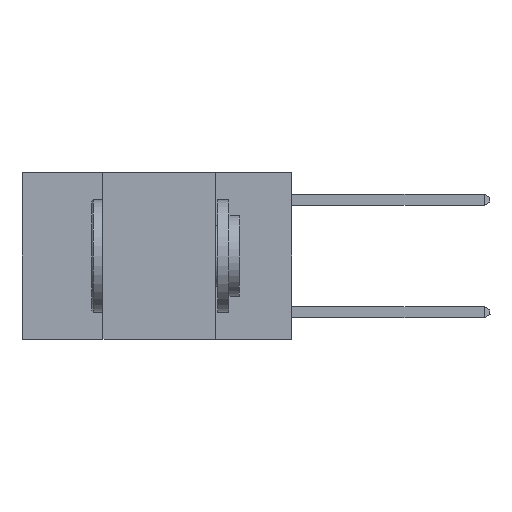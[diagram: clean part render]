
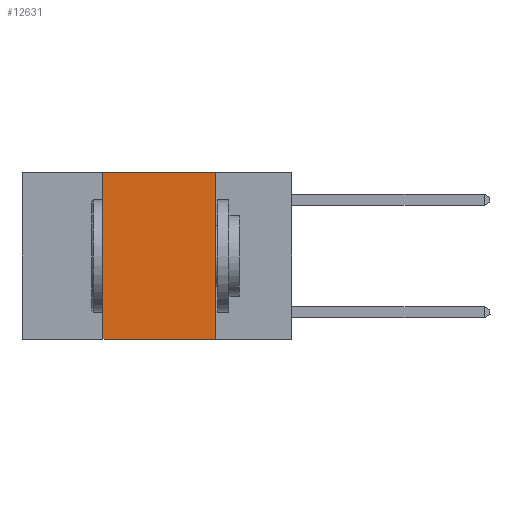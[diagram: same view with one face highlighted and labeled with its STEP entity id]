
A CAD part, left-side view. The second image highlights one B-rep face of the part: STEP entity #12631.
In plain terms, the highlighted planar face has unit normal (-1, 0, 0).
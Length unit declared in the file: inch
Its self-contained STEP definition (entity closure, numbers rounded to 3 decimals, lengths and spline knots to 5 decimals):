
#424 = EDGE_CURVE ( 'NONE', #13108, #11632, #5186, .T. ) ;
#426 = VECTOR ( 'NONE', #507, 39.37008 ) ;
#507 = DIRECTION ( 'NONE',  ( 0., -1., 0. ) ) ;
#712 = LINE ( 'NONE', #7685, #6044 ) ;
#1011 = VECTOR ( 'NONE', #6176, 39.37008 ) ;
#1521 = EDGE_LOOP ( 'NONE', ( #5549, #3046, #8937, #7770 ) ) ;
#1594 = CARTESIAN_POINT ( 'NONE',  ( 0., 0.6, -0.37 ) ) ;
#1812 = CARTESIAN_POINT ( 'NONE',  ( 0., 0.42, -0.37 ) ) ;
#2110 = CARTESIAN_POINT ( 'NONE',  ( 0., 0.6, 0. ) ) ;
#2798 = CARTESIAN_POINT ( 'NONE',  ( 0., 0.17, -0.37 ) ) ;
#3002 = CARTESIAN_POINT ( 'NONE',  ( 0., 0.6, 0. ) ) ;
#3046 = ORIENTED_EDGE ( 'NONE', *, *, #5866, .F. ) ;
#3095 = VERTEX_POINT ( 'NONE', #2798 ) ;
#3882 = LINE ( 'NONE', #3002, #1011 ) ;
#4138 = EDGE_CURVE ( 'NONE', #10649, #3095, #712, .T. ) ;
#5044 = DIRECTION ( 'NONE',  ( 0., 0., 1. ) ) ;
#5186 = LINE ( 'NONE', #7516, #10408 ) ;
#5340 = DIRECTION ( 'NONE',  ( 1., 0., 0. ) ) ;
#5549 = ORIENTED_EDGE ( 'NONE', *, *, #4138, .F. ) ;
#5778 = LINE ( 'NONE', #1594, #426 ) ;
#5866 = EDGE_CURVE ( 'NONE', #11632, #10649, #3882, .T. ) ;
#6044 = VECTOR ( 'NONE', #8744, 39.37008 ) ;
#6176 = DIRECTION ( 'NONE',  ( 0., -1., 0. ) ) ;
#6199 = FACE_OUTER_BOUND ( 'NONE', #1521, .T. ) ;
#7516 = CARTESIAN_POINT ( 'NONE',  ( 0., 0.42, 0. ) ) ;
#7685 = CARTESIAN_POINT ( 'NONE',  ( 0., 0.17, 0. ) ) ;
#7693 = CARTESIAN_POINT ( 'NONE',  ( 0., 0.42, 0. ) ) ;
#7770 = ORIENTED_EDGE ( 'NONE', *, *, #11174, .T. ) ;
#8744 = DIRECTION ( 'NONE',  ( 0., 0., -1. ) ) ;
#8937 = ORIENTED_EDGE ( 'NONE', *, *, #424, .F. ) ;
#9464 = PLANE ( 'NONE',  #10156 ) ;
#10156 = AXIS2_PLACEMENT_3D ( 'NONE', #2110, #5340, #12681 ) ;
#10233 = CARTESIAN_POINT ( 'NONE',  ( 0., 0.17, 0. ) ) ;
#10408 = VECTOR ( 'NONE', #5044, 39.37008 ) ;
#10649 = VERTEX_POINT ( 'NONE', #10233 ) ;
#11174 = EDGE_CURVE ( 'NONE', #13108, #3095, #5778, .T. ) ;
#11632 = VERTEX_POINT ( 'NONE', #7693 ) ;
#12631 = ADVANCED_FACE ( 'NONE', ( #6199 ), #9464, .F. ) ;
#12681 = DIRECTION ( 'NONE',  ( 0., 0., -1. ) ) ;
#13108 = VERTEX_POINT ( 'NONE', #1812 ) ;
